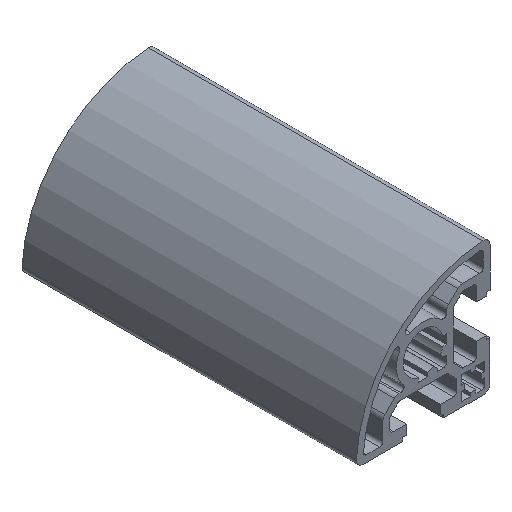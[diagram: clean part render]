
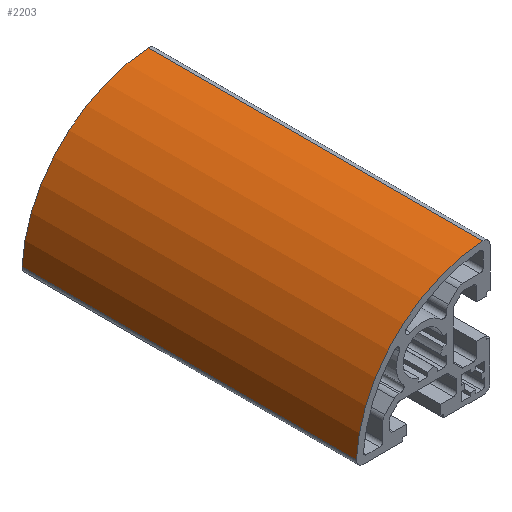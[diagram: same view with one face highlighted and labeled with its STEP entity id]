
A CAD part, isometric view. The second image highlights one B-rep face of the part: STEP entity #2203.
In plain terms, the highlighted cylindrical face has radius 40 mm (diameter 80 mm), a partial arc.
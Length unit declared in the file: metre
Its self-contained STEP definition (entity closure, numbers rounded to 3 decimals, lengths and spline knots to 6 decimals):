
#83=CIRCLE('',#2396,0.04);
#84=CIRCLE('',#2397,0.04);
#127=CYLINDRICAL_SURFACE('',#2395,0.04);
#234=FACE_OUTER_BOUND('',#343,.T.);
#343=EDGE_LOOP('',(#1789,#1790,#1791,#1792));
#605=LINE('',#3654,#852);
#606=LINE('',#3657,#853);
#852=VECTOR('',#2989,0.1);
#853=VECTOR('',#2992,0.1);
#1064=VERTEX_POINT('',#3650);
#1065=VERTEX_POINT('',#3651);
#1066=VERTEX_POINT('',#3653);
#1067=VERTEX_POINT('',#3655);
#1373=EDGE_CURVE('',#1064,#1065,#83,.T.);
#1374=EDGE_CURVE('',#1066,#1065,#605,.T.);
#1375=EDGE_CURVE('',#1067,#1066,#84,.T.);
#1376=EDGE_CURVE('',#1067,#1064,#606,.T.);
#1789=ORIENTED_EDGE('',*,*,#1373,.T.);
#1790=ORIENTED_EDGE('',*,*,#1374,.F.);
#1791=ORIENTED_EDGE('',*,*,#1375,.F.);
#1792=ORIENTED_EDGE('',*,*,#1376,.T.);
#2203=ADVANCED_FACE('',(#234),#127,.T.);
#2395=AXIS2_PLACEMENT_3D('',#3649,#2985,#2986);
#2396=AXIS2_PLACEMENT_3D('',#3652,#2987,#2988);
#2397=AXIS2_PLACEMENT_3D('',#3656,#2990,#2991);
#2985=DIRECTION('center_axis',(0.,1.,0.));
#2986=DIRECTION('ref_axis',(-1.,0.,0.));
#2987=DIRECTION('center_axis',(0.,-1.,0.));
#2988=DIRECTION('ref_axis',(1.,0.,0.));
#2989=DIRECTION('',(0.,1.,0.));
#2990=DIRECTION('center_axis',(0.,-1.,0.));
#2991=DIRECTION('ref_axis',(1.,0.,0.));
#2992=DIRECTION('',(0.,1.,0.));
#3649=CARTESIAN_POINT('Origin',(0.041316,-0.97906,0.));
#3650=CARTESIAN_POINT('',(0.039211,0.02094,0.039945));
#3651=CARTESIAN_POINT('',(0.001372,0.02094,0.002105));
#3652=CARTESIAN_POINT('Origin',(0.041316,0.02094,0.));
#3653=CARTESIAN_POINT('',(0.001372,-0.07906,0.002105));
#3654=CARTESIAN_POINT('',(0.001372,-0.07906,0.002105));
#3655=CARTESIAN_POINT('',(0.039211,-0.07906,0.039945));
#3656=CARTESIAN_POINT('Origin',(0.041316,-0.07906,
0.));
#3657=CARTESIAN_POINT('',(0.039211,-0.07906,0.039945));
